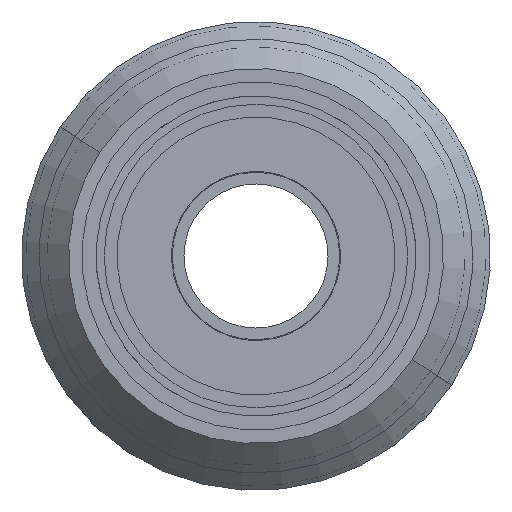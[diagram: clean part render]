
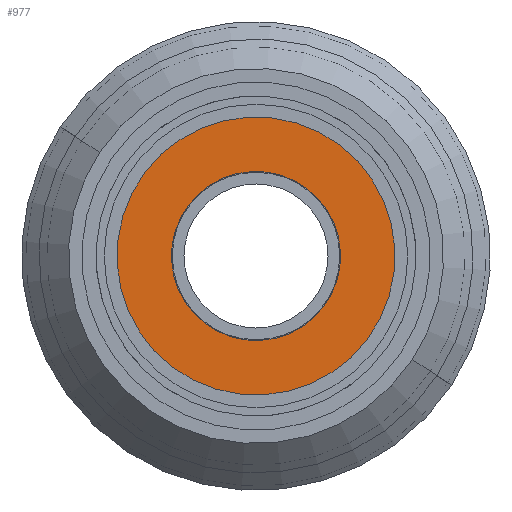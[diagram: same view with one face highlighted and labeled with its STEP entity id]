
A CAD part, front view. The second image highlights one B-rep face of the part: STEP entity #977.
In plain terms, the highlighted planar face has unit normal (0, -1, 0).
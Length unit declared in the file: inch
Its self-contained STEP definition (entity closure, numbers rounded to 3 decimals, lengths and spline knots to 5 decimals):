
#30 = FACE_BOUND ( 'NONE', #1281, .T. ) ;
#33 = FACE_OUTER_BOUND ( 'NONE', #1294, .T. ) ;
#207 = CIRCLE ( 'NONE', #1372, 0.2525 ) ;
#208 = CIRCLE ( 'NONE', #1371, 0.415 ) ;
#260 = CIRCLE ( 'NONE', #1336, 0.415 ) ;
#267 = CIRCLE ( 'NONE', #1334, 0.2525 ) ;
#373 = CARTESIAN_POINT ( 'NONE',  ( 0.1381, 2.45743, -0.21139 ) ) ;
#374 = CARTESIAN_POINT ( 'NONE',  ( -0.1381, 2.45743, 0.21139 ) ) ;
#378 = CARTESIAN_POINT ( 'NONE',  ( -0.22698, 2.45743, 0.34743 ) ) ;
#379 = CARTESIAN_POINT ( 'NONE',  ( 0.22698, 2.45743, -0.34743 ) ) ;
#510 = EDGE_CURVE ( 'NONE', #1629, #1630, #267, .T. ) ;
#514 = EDGE_CURVE ( 'NONE', #1634, #1635, #260, .T. ) ;
#584 = AXIS2_PLACEMENT_3D ( 'NONE', #898, #899, #900 ) ;
#613 = EDGE_CURVE ( 'NONE', #1635, #1634, #208, .T. ) ;
#614 = EDGE_CURVE ( 'NONE', #1630, #1629, #207, .T. ) ;
#896 = PLANE ( 'NONE',  #584 ) ;
#898 = CARTESIAN_POINT ( 'NONE',  ( 0., 2.45743, 0. ) ) ;
#899 = DIRECTION ( 'NONE',  ( 0., -1., 0. ) ) ;
#900 = DIRECTION ( 'NONE',  ( -0.547, 0., 0.837 ) ) ;
#977 = ADVANCED_FACE ( 'NONE', ( #33, #30 ), #896, .T. ) ;
#1281 = EDGE_LOOP ( 'NONE', ( #1809, #1803 ) ) ;
#1294 = EDGE_LOOP ( 'NONE', ( #1807, #1808 ) ) ;
#1334 = AXIS2_PLACEMENT_3D ( 'NONE', #1962, #1956, #1959 ) ;
#1336 = AXIS2_PLACEMENT_3D ( 'NONE', #1941, #1946, #1940 ) ;
#1371 = AXIS2_PLACEMENT_3D ( 'NONE', #1990, #1989, #1988 ) ;
#1372 = AXIS2_PLACEMENT_3D ( 'NONE', #1986, #1985, #1984 ) ;
#1629 = VERTEX_POINT ( 'NONE', #373 ) ;
#1630 = VERTEX_POINT ( 'NONE', #374 ) ;
#1634 = VERTEX_POINT ( 'NONE', #378 ) ;
#1635 = VERTEX_POINT ( 'NONE', #379 ) ;
#1803 = ORIENTED_EDGE ( 'NONE', *, *, #614, .F. ) ;
#1807 = ORIENTED_EDGE ( 'NONE', *, *, #613, .T. ) ;
#1808 = ORIENTED_EDGE ( 'NONE', *, *, #514, .T. ) ;
#1809 = ORIENTED_EDGE ( 'NONE', *, *, #510, .F. ) ;
#1940 = DIRECTION ( 'NONE',  ( -0.547, 0., 0.837 ) ) ;
#1941 = CARTESIAN_POINT ( 'NONE',  ( 0., 2.45743, 0. ) ) ;
#1946 = DIRECTION ( 'NONE',  ( 0., -1., 0. ) ) ;
#1956 = DIRECTION ( 'NONE',  ( 0., -1., 0. ) ) ;
#1959 = DIRECTION ( 'NONE',  ( -0.547, 0., 0.837 ) ) ;
#1962 = CARTESIAN_POINT ( 'NONE',  ( 0., 2.45743, 0. ) ) ;
#1984 = DIRECTION ( 'NONE',  ( -0.547, 0., 0.837 ) ) ;
#1985 = DIRECTION ( 'NONE',  ( 0., -1., 0. ) ) ;
#1986 = CARTESIAN_POINT ( 'NONE',  ( 0., 2.45743, 0. ) ) ;
#1988 = DIRECTION ( 'NONE',  ( -0.547, 0., 0.837 ) ) ;
#1989 = DIRECTION ( 'NONE',  ( 0., -1., 0. ) ) ;
#1990 = CARTESIAN_POINT ( 'NONE',  ( 0., 2.45743, 0. ) ) ;
